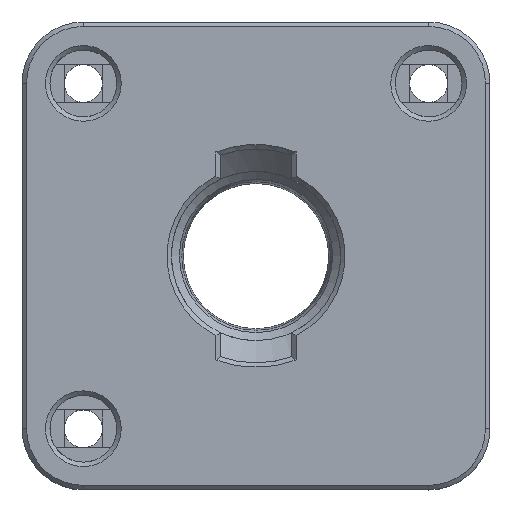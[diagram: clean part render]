
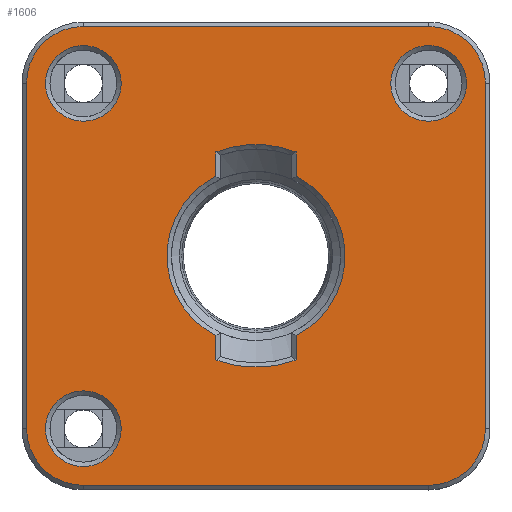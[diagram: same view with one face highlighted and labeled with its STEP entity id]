
A CAD part, top view. The second image highlights one B-rep face of the part: STEP entity #1606.
In plain terms, the highlighted planar face has unit normal (0, 0, 1).
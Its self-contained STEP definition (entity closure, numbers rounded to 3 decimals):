
#67=FACE_BOUND('',#260,.T.);
#68=FACE_BOUND('',#261,.T.);
#69=FACE_BOUND('',#262,.T.);
#70=FACE_BOUND('',#263,.T.);
#80=PLANE('',#1750);
#154=FACE_OUTER_BOUND('',#259,.T.);
#259=EDGE_LOOP('',(#1185,#1186,#1187,#1188,#1189,#1190,#1191,#1192));
#260=EDGE_LOOP('',(#1193));
#261=EDGE_LOOP('',(#1194));
#262=EDGE_LOOP('',(#1195));
#263=EDGE_LOOP('',(#1196,#1197,#1198,#1199,#1200,#1201,#1202,#1203));
#351=LINE('',#2487,#496);
#353=LINE('',#2505,#498);
#356=LINE('',#2522,#501);
#358=LINE('',#2541,#503);
#366=LINE('',#2567,#511);
#367=LINE('',#2571,#512);
#368=LINE('',#2575,#513);
#369=LINE('',#2579,#514);
#496=VECTOR('',#1970,10.);
#498=VECTOR('',#1980,10.);
#501=VECTOR('',#1985,10.);
#503=VECTOR('',#2001,10.);
#511=VECTOR('',#2021,10.);
#512=VECTOR('',#2024,10.);
#513=VECTOR('',#2027,10.);
#514=VECTOR('',#2030,10.);
#648=CIRCLE('',#1730,8.);
#650=CIRCLE('',#1734,10.);
#652=CIRCLE('',#1739,8.);
#655=CIRCLE('',#1743,10.);
#658=CIRCLE('',#1751,5.1);
#659=CIRCLE('',#1752,5.1);
#660=CIRCLE('',#1753,5.1);
#661=CIRCLE('',#1754,5.1);
#662=CIRCLE('',#1755,3.4);
#663=CIRCLE('',#1756,3.4);
#664=CIRCLE('',#1757,3.4);
#732=VERTEX_POINT('',#2471);
#733=VERTEX_POINT('',#2472);
#736=VERTEX_POINT('',#2486);
#738=VERTEX_POINT('',#2495);
#740=VERTEX_POINT('',#2504);
#744=VERTEX_POINT('',#2516);
#745=VERTEX_POINT('',#2521);
#747=VERTEX_POINT('',#2533);
#755=VERTEX_POINT('',#2565);
#756=VERTEX_POINT('',#2566);
#757=VERTEX_POINT('',#2568);
#758=VERTEX_POINT('',#2570);
#759=VERTEX_POINT('',#2572);
#760=VERTEX_POINT('',#2574);
#761=VERTEX_POINT('',#2576);
#762=VERTEX_POINT('',#2578);
#763=VERTEX_POINT('',#2581);
#764=VERTEX_POINT('',#2583);
#765=VERTEX_POINT('',#2585);
#884=EDGE_CURVE('',#732,#733,#648,.T.);
#888=EDGE_CURVE('',#733,#736,#351,.T.);
#891=EDGE_CURVE('',#736,#738,#650,.T.);
#894=EDGE_CURVE('',#738,#740,#353,.T.);
#899=EDGE_CURVE('',#744,#745,#356,.T.);
#901=EDGE_CURVE('',#740,#744,#652,.T.);
#904=EDGE_CURVE('',#745,#747,#655,.T.);
#907=EDGE_CURVE('',#747,#732,#358,.T.);
#918=EDGE_CURVE('',#755,#756,#366,.T.);
#919=EDGE_CURVE('',#757,#755,#658,.T.);
#920=EDGE_CURVE('',#758,#757,#367,.T.);
#921=EDGE_CURVE('',#759,#758,#659,.T.);
#922=EDGE_CURVE('',#760,#759,#368,.T.);
#923=EDGE_CURVE('',#761,#760,#660,.T.);
#924=EDGE_CURVE('',#762,#761,#369,.T.);
#925=EDGE_CURVE('',#756,#762,#661,.T.);
#926=EDGE_CURVE('',#763,#763,#662,.T.);
#927=EDGE_CURVE('',#764,#764,#663,.T.);
#928=EDGE_CURVE('',#765,#765,#664,.T.);
#1185=ORIENTED_EDGE('',*,*,#918,.F.);
#1186=ORIENTED_EDGE('',*,*,#919,.F.);
#1187=ORIENTED_EDGE('',*,*,#920,.F.);
#1188=ORIENTED_EDGE('',*,*,#921,.F.);
#1189=ORIENTED_EDGE('',*,*,#922,.F.);
#1190=ORIENTED_EDGE('',*,*,#923,.F.);
#1191=ORIENTED_EDGE('',*,*,#924,.F.);
#1192=ORIENTED_EDGE('',*,*,#925,.F.);
#1193=ORIENTED_EDGE('',*,*,#926,.F.);
#1194=ORIENTED_EDGE('',*,*,#927,.F.);
#1195=ORIENTED_EDGE('',*,*,#928,.F.);
#1196=ORIENTED_EDGE('',*,*,#899,.F.);
#1197=ORIENTED_EDGE('',*,*,#901,.F.);
#1198=ORIENTED_EDGE('',*,*,#894,.F.);
#1199=ORIENTED_EDGE('',*,*,#891,.F.);
#1200=ORIENTED_EDGE('',*,*,#888,.F.);
#1201=ORIENTED_EDGE('',*,*,#884,.F.);
#1202=ORIENTED_EDGE('',*,*,#907,.F.);
#1203=ORIENTED_EDGE('',*,*,#904,.F.);
#1606=ADVANCED_FACE('',(#154,#67,#68,#69,#70),#80,.F.);
#1730=AXIS2_PLACEMENT_3D('',#2473,#1964,#1965);
#1734=AXIS2_PLACEMENT_3D('',#2496,#1974,#1975);
#1739=AXIS2_PLACEMENT_3D('',#2528,#1988,#1989);
#1743=AXIS2_PLACEMENT_3D('',#2534,#1996,#1997);
#1750=AXIS2_PLACEMENT_3D('',#2564,#2019,#2020);
#1751=AXIS2_PLACEMENT_3D('',#2569,#2022,#2023);
#1752=AXIS2_PLACEMENT_3D('',#2573,#2025,#2026);
#1753=AXIS2_PLACEMENT_3D('',#2577,#2028,#2029);
#1754=AXIS2_PLACEMENT_3D('',#2580,#2031,#2032);
#1755=AXIS2_PLACEMENT_3D('',#2582,#2033,#2034);
#1756=AXIS2_PLACEMENT_3D('',#2584,#2035,#2036);
#1757=AXIS2_PLACEMENT_3D('',#2586,#2037,#2038);
#1964=DIRECTION('center_axis',(0.,0.,
1.));
#1965=DIRECTION('ref_axis',(0.,1.,0.));
#1970=DIRECTION('',(0.,-1.,0.));
#1974=DIRECTION('center_axis',(0.,0.,
1.));
#1975=DIRECTION('ref_axis',(-0.333,-0.943,0.));
#1980=DIRECTION('',(0.,1.,0.));
#1985=DIRECTION('',(0.,1.,0.));
#1988=DIRECTION('center_axis',(0.,0.,
1.));
#1989=DIRECTION('ref_axis',(0.,1.,0.));
#1996=DIRECTION('center_axis',(0.,0.,
1.));
#1997=DIRECTION('ref_axis',(0.333,0.943,0.));
#2001=DIRECTION('',(0.,-1.,0.));
#2019=DIRECTION('center_axis',(0.,0.,
-1.));
#2020=DIRECTION('ref_axis',(0.,-1.,0.));
#2021=DIRECTION('',(0.,-1.,0.));
#2022=DIRECTION('center_axis',(0.,0.,
-1.));
#2023=DIRECTION('ref_axis',(0.707,0.707,0.));
#2024=DIRECTION('',(1.,0.,0.));
#2025=DIRECTION('center_axis',(0.,0.,
-1.));
#2026=DIRECTION('ref_axis',(-0.707,0.707,0.));
#2027=DIRECTION('',(0.,1.,0.));
#2028=DIRECTION('center_axis',(0.,0.,
-1.));
#2029=DIRECTION('ref_axis',(-0.707,-0.707,0.));
#2030=DIRECTION('',(-1.,0.,0.));
#2031=DIRECTION('center_axis',(0.,0.,
-1.));
#2032=DIRECTION('ref_axis',(0.707,-0.707,0.));
#2033=DIRECTION('center_axis',(0.,0.,
1.));
#2034=DIRECTION('ref_axis',(0.,1.,0.));
#2035=DIRECTION('center_axis',(0.,0.,
1.));
#2036=DIRECTION('ref_axis',(0.,1.,0.));
#2037=DIRECTION('center_axis',(0.,0.,
1.));
#2038=DIRECTION('ref_axis',(0.,1.,0.));
#2471=CARTESIAN_POINT('',(-351.744,491.44,-82.5));
#2472=CARTESIAN_POINT('',(-351.744,477.152,-82.5));
#2473=CARTESIAN_POINT('Origin',(-348.144,484.296,-82.5));
#2486=CARTESIAN_POINT('',(-351.744,474.967,-82.5));
#2487=CARTESIAN_POINT('',(-351.744,479.298,-82.5));
#2495=CARTESIAN_POINT('',(-344.544,474.967,-82.5));
#2496=CARTESIAN_POINT('Origin',(-348.144,484.296,-82.5));
#2504=CARTESIAN_POINT('',(-344.544,477.152,-82.5));
#2505=CARTESIAN_POINT('',(-344.544,480.377,-82.5));
#2516=CARTESIAN_POINT('',(-344.544,491.44,-82.5));
#2521=CARTESIAN_POINT('',(-344.544,493.626,-82.5));
#2522=CARTESIAN_POINT('',(-344.544,488.349,-82.5));
#2528=CARTESIAN_POINT('Origin',(-348.144,484.296,-82.5));
#2533=CARTESIAN_POINT('',(-351.744,493.626,-82.5));
#2534=CARTESIAN_POINT('Origin',(-348.144,484.296,-82.5));
#2541=CARTESIAN_POINT('',(-351.744,479.298,-82.5));
#2564=CARTESIAN_POINT('Origin',(-348.144,483.35,-82.5));
#2565=CARTESIAN_POINT('',(-327.544,499.796,-82.5));
#2566=CARTESIAN_POINT('',(-327.544,468.796,-82.5));
#2567=CARTESIAN_POINT('',(-327.544,490.806,-82.5));
#2568=CARTESIAN_POINT('',(-332.644,504.896,-82.5));
#2569=CARTESIAN_POINT('Origin',(-332.644,499.796,-82.5));
#2570=CARTESIAN_POINT('',(-363.644,504.896,-82.5));
#2571=CARTESIAN_POINT('',(-356.444,504.896,-82.5));
#2572=CARTESIAN_POINT('',(-368.744,499.796,-82.5));
#2573=CARTESIAN_POINT('Origin',(-363.644,499.796,-82.5));
#2574=CARTESIAN_POINT('',(-368.744,468.796,-82.5));
#2575=CARTESIAN_POINT('',(-368.744,474.294,-82.5));
#2576=CARTESIAN_POINT('',(-363.644,463.696,-82.5));
#2577=CARTESIAN_POINT('Origin',(-363.644,468.796,-82.5));
#2578=CARTESIAN_POINT('',(-332.644,463.696,-82.5));
#2579=CARTESIAN_POINT('',(-343.162,463.696,-82.5));
#2580=CARTESIAN_POINT('Origin',(-332.644,468.796,-82.5));
#2581=CARTESIAN_POINT('',(-363.644,465.382,-82.5));
#2582=CARTESIAN_POINT('Origin',(-363.644,468.782,-82.5));
#2583=CARTESIAN_POINT('',(-332.644,496.382,-82.5));
#2584=CARTESIAN_POINT('Origin',(-332.644,499.782,-82.5));
#2585=CARTESIAN_POINT('',(-363.644,496.382,-82.5));
#2586=CARTESIAN_POINT('Origin',(-363.644,499.782,-82.5));
